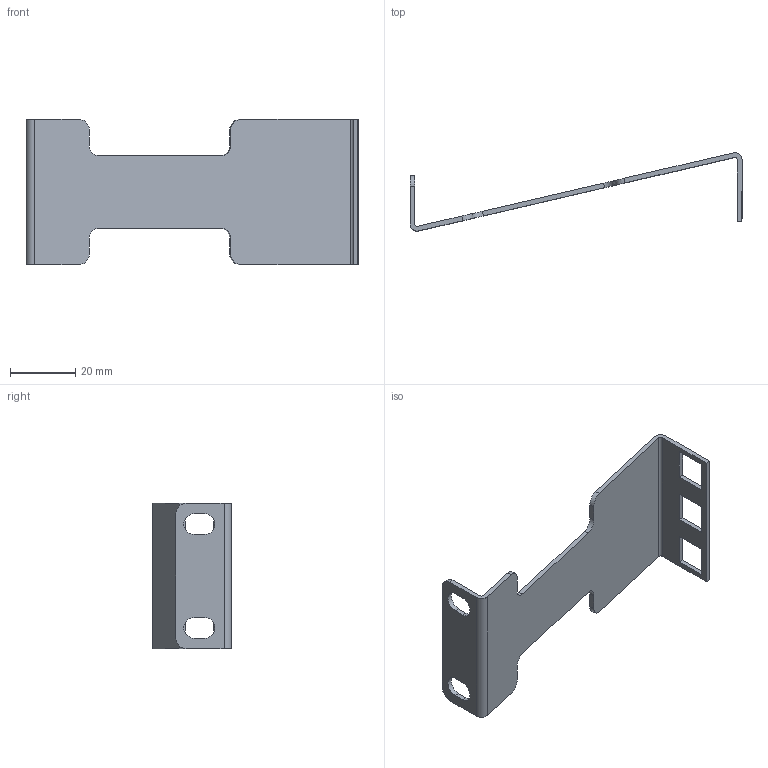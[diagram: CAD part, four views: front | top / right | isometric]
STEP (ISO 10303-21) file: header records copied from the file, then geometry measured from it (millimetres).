
FILE_DESCRIPTION (( 'STEP AP203' ), '1' );
FILE_NAME ('RDA1U4.step', '2020-11-12T12:59:52', ( 'ADC123' ), ( 'Microsoft' ), 'SwSTEP 2.0', 'SolidWorks 2019', '' );
FILE_SCHEMA (( 'CONFIG_CONTROL_DESIGN' ));
Length unit declared in the file: inch
Products named in the file (1): RDA1U4
Bounding box: 101.6 x 23.99 x 44.45 mm (x, y, z)
Volume: 6903.6 mm3; surface area: 10351.5 mm2
Topology: 1 solids, 1 shells, 52 faces, 150 edges, 100 vertices
Faces by surface type: plane 34, cylinder 18
Entity records: 1809 total; most frequent: CARTESIAN_POINT 303, ORIENTED_EDGE 300, DIRECTION 292, EDGE_CURVE 150, VECTOR 114, LINE 114, VERTEX_POINT 100, AXIS2_PLACEMENT_3D 89
